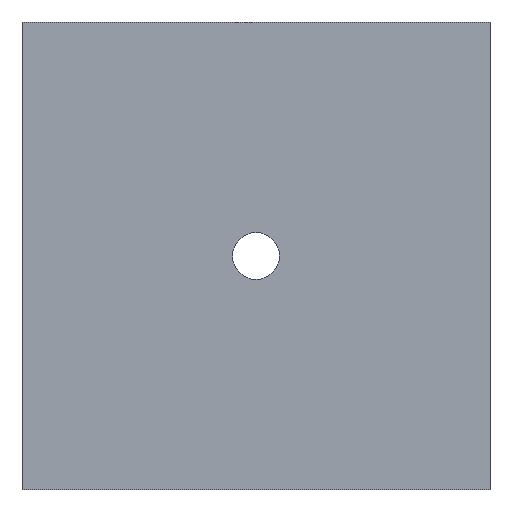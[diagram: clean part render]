
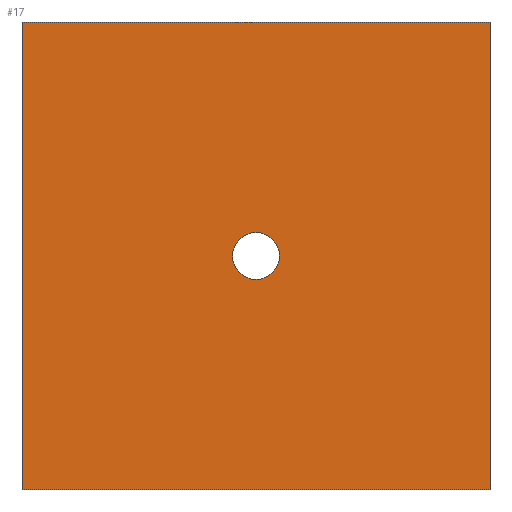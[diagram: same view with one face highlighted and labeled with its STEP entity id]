
A CAD part, top view. The second image highlights one B-rep face of the part: STEP entity #17.
In plain terms, the highlighted free-form (B-spline) face has degree [3, 3] with [4, 4] control points.
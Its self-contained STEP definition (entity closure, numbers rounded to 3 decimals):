
#17 = ADVANCED_FACE('',(#18,#97),#32,.T.);
#18 = FACE_BOUND('',#19,.T.);
#19 = EDGE_LOOP('',(#20,#54,#69,#84));
#20 = ORIENTED_EDGE('',*,*,#21,.F.);
#21 = EDGE_CURVE('',#22,#24,#26,.T.);
#22 = VERTEX_POINT('',#23);
#23 = CARTESIAN_POINT('',(250.,-250.,0.));
#24 = VERTEX_POINT('',#25);
#25 = CARTESIAN_POINT('',(-250.,-250.,0.));
#26 = SURFACE_CURVE('',#27,(#31),.PCURVE_S1.);
#27 = LINE('',#28,#29);
#28 = CARTESIAN_POINT('',(250.,-250.,0.));
#29 = VECTOR('',#30,1.);
#30 = DIRECTION('',(-1.,0.,0.));
#31 = PCURVE('',#32,#49);
#32 = B_SPLINE_SURFACE_WITH_KNOTS('',3,3,(
    (#33,#34,#35,#36)
    ,(#37,#38,#39,#40)
    ,(#41,#42,#43,#44)
    ,(#45,#46,#47,#48
    )),.UNSPECIFIED.,.F.,.F.,.F.,(4,4),(4,4),(-275.,275.),(-275.,275.),
  .PIECEWISE_BEZIER_KNOTS.);
#33 = CARTESIAN_POINT('',(-275.,-275.,0.));
#34 = CARTESIAN_POINT('',(-275.,-91.667,0.));
#35 = CARTESIAN_POINT('',(-275.,91.667,0.));
#36 = CARTESIAN_POINT('',(-275.,275.,0.));
#37 = CARTESIAN_POINT('',(-91.667,-275.,0.));
#38 = CARTESIAN_POINT('',(-91.667,-91.667,0.));
#39 = CARTESIAN_POINT('',(-91.667,91.667,0.));
#40 = CARTESIAN_POINT('',(-91.667,275.,0.));
#41 = CARTESIAN_POINT('',(91.667,-275.,0.));
#42 = CARTESIAN_POINT('',(91.667,-91.667,0.));
#43 = CARTESIAN_POINT('',(91.667,91.667,0.));
#44 = CARTESIAN_POINT('',(91.667,275.,0.));
#45 = CARTESIAN_POINT('',(275.,-275.,0.));
#46 = CARTESIAN_POINT('',(275.,-91.667,0.));
#47 = CARTESIAN_POINT('',(275.,91.667,0.));
#48 = CARTESIAN_POINT('',(275.,275.,0.));
#49 = DEFINITIONAL_REPRESENTATION('',(#50),#53);
#50 = B_SPLINE_CURVE_WITH_KNOTS('',1,(#51,#52),.UNSPECIFIED.,.F.,.F.,(2,
    2),(0.,500.),.PIECEWISE_BEZIER_KNOTS.);
#51 = CARTESIAN_POINT('',(250.,-250.));
#52 = CARTESIAN_POINT('',(-250.,-250.));
#53 = ( GEOMETRIC_REPRESENTATION_CONTEXT(2) 
PARAMETRIC_REPRESENTATION_CONTEXT() REPRESENTATION_CONTEXT('2D SPACE',''
  ) );
#54 = ORIENTED_EDGE('',*,*,#55,.F.);
#55 = EDGE_CURVE('',#56,#22,#58,.T.);
#56 = VERTEX_POINT('',#57);
#57 = CARTESIAN_POINT('',(250.,250.,0.));
#58 = SURFACE_CURVE('',#59,(#63),.PCURVE_S1.);
#59 = LINE('',#60,#61);
#60 = CARTESIAN_POINT('',(250.,250.,0.));
#61 = VECTOR('',#62,1.);
#62 = DIRECTION('',(0.,-1.,0.));
#63 = PCURVE('',#32,#64);
#64 = DEFINITIONAL_REPRESENTATION('',(#65),#68);
#65 = B_SPLINE_CURVE_WITH_KNOTS('',1,(#66,#67),.UNSPECIFIED.,.F.,.F.,(2,
    2),(0.,500.),.PIECEWISE_BEZIER_KNOTS.);
#66 = CARTESIAN_POINT('',(250.,250.));
#67 = CARTESIAN_POINT('',(250.,-250.));
#68 = ( GEOMETRIC_REPRESENTATION_CONTEXT(2) 
PARAMETRIC_REPRESENTATION_CONTEXT() REPRESENTATION_CONTEXT('2D SPACE',''
  ) );
#69 = ORIENTED_EDGE('',*,*,#70,.F.);
#70 = EDGE_CURVE('',#71,#56,#73,.T.);
#71 = VERTEX_POINT('',#72);
#72 = CARTESIAN_POINT('',(-250.,250.,0.));
#73 = SURFACE_CURVE('',#74,(#78),.PCURVE_S1.);
#74 = LINE('',#75,#76);
#75 = CARTESIAN_POINT('',(-250.,250.,0.));
#76 = VECTOR('',#77,1.);
#77 = DIRECTION('',(1.,0.,0.));
#78 = PCURVE('',#32,#79);
#79 = DEFINITIONAL_REPRESENTATION('',(#80),#83);
#80 = B_SPLINE_CURVE_WITH_KNOTS('',1,(#81,#82),.UNSPECIFIED.,.F.,.F.,(2,
    2),(0.,500.),.PIECEWISE_BEZIER_KNOTS.);
#81 = CARTESIAN_POINT('',(-250.,250.));
#82 = CARTESIAN_POINT('',(250.,250.));
#83 = ( GEOMETRIC_REPRESENTATION_CONTEXT(2) 
PARAMETRIC_REPRESENTATION_CONTEXT() REPRESENTATION_CONTEXT('2D SPACE',''
  ) );
#84 = ORIENTED_EDGE('',*,*,#85,.F.);
#85 = EDGE_CURVE('',#24,#71,#86,.T.);
#86 = SURFACE_CURVE('',#87,(#91),.PCURVE_S1.);
#87 = LINE('',#88,#89);
#88 = CARTESIAN_POINT('',(-250.,-250.,0.));
#89 = VECTOR('',#90,1.);
#90 = DIRECTION('',(0.,1.,0.));
#91 = PCURVE('',#32,#92);
#92 = DEFINITIONAL_REPRESENTATION('',(#93),#96);
#93 = B_SPLINE_CURVE_WITH_KNOTS('',1,(#94,#95),.UNSPECIFIED.,.F.,.F.,(2,
    2),(0.,500.),.PIECEWISE_BEZIER_KNOTS.);
#94 = CARTESIAN_POINT('',(-250.,-250.));
#95 = CARTESIAN_POINT('',(-250.,250.));
#96 = ( GEOMETRIC_REPRESENTATION_CONTEXT(2) 
PARAMETRIC_REPRESENTATION_CONTEXT() REPRESENTATION_CONTEXT('2D SPACE',''
  ) );
#97 = FACE_BOUND('',#98,.T.);
#98 = EDGE_LOOP('',(#99));
#99 = ORIENTED_EDGE('',*,*,#100,.F.);
#100 = EDGE_CURVE('',#101,#101,#103,.T.);
#101 = VERTEX_POINT('',#102);
#102 = CARTESIAN_POINT('',(25.,0.,0.));
#103 = SURFACE_CURVE('',#104,(#109),.PCURVE_S1.);
#104 = CIRCLE('',#105,25.);
#105 = AXIS2_PLACEMENT_3D('',#106,#107,#108);
#106 = CARTESIAN_POINT('',(0.,0.,0.));
#107 = DIRECTION('',(0.,0.,1.));
#108 = DIRECTION('',(1.,0.,-0.));
#109 = PCURVE('',#32,#110);
#110 = DEFINITIONAL_REPRESENTATION('',(#111),#135);
#111 = B_SPLINE_CURVE_WITH_KNOTS('',8,(#112,#113,#114,#115,#116,#117,
    #118,#119,#120,#121,#122,#123,#124,#125,#126,#127,#128,#129,#130,
    #131,#132,#133,#134),.UNSPECIFIED.,.F.,.F.,(9,7,7,9),(0.,
    1.571,3.927,6.283),.UNSPECIFIED.);
#112 = CARTESIAN_POINT('',(25.,0.));
#113 = CARTESIAN_POINT('',(25.,4.909));
#114 = CARTESIAN_POINT('',(23.898,9.817));
#115 = CARTESIAN_POINT('',(21.696,14.438));
#116 = CARTESIAN_POINT('',(18.481,18.481));
#117 = CARTESIAN_POINT('',(14.438,21.696));
#118 = CARTESIAN_POINT('',(9.817,23.898));
#119 = CARTESIAN_POINT('',(4.909,25.));
#120 = CARTESIAN_POINT('',(-7.363,25.));
#121 = CARTESIAN_POINT('',(-14.726,22.521));
#122 = CARTESIAN_POINT('',(-21.116,17.565));
#123 = CARTESIAN_POINT('',(-25.56,10.587));
#124 = CARTESIAN_POINT('',(-27.352,2.511));
#125 = CARTESIAN_POINT('',(-26.338,-5.512));
#126 = CARTESIAN_POINT('',(-22.884,-12.471));
#127 = CARTESIAN_POINT('',(-12.471,-22.884));
#128 = CARTESIAN_POINT('',(-5.512,-26.338));
#129 = CARTESIAN_POINT('',(2.511,-27.352));
#130 = CARTESIAN_POINT('',(10.587,-25.56));
#131 = CARTESIAN_POINT('',(17.565,-21.116));
#132 = CARTESIAN_POINT('',(22.521,-14.726));
#133 = CARTESIAN_POINT('',(25.,-7.363));
#134 = CARTESIAN_POINT('',(25.,0.));
#135 = ( GEOMETRIC_REPRESENTATION_CONTEXT(2) 
PARAMETRIC_REPRESENTATION_CONTEXT() REPRESENTATION_CONTEXT('2D SPACE',''
  ) );
